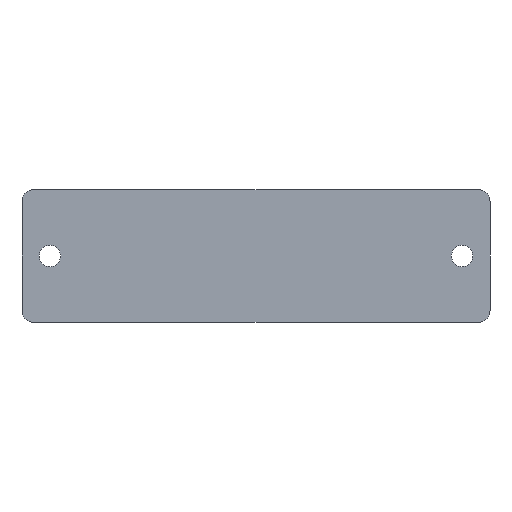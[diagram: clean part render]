
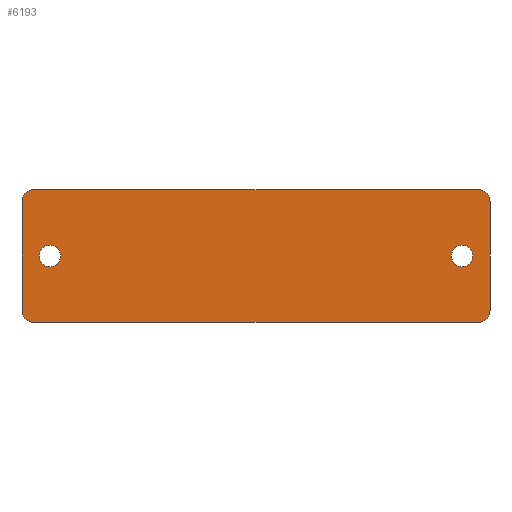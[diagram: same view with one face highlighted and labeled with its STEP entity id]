
A CAD part, front view. The second image highlights one B-rep face of the part: STEP entity #6193.
In plain terms, the highlighted planar face has unit normal (0, -1, 0).
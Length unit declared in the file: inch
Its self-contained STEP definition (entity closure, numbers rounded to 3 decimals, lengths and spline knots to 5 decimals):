
#645 = FACE_BOUND ( 'NONE', #5573, .T. ) ;
#660 = FACE_OUTER_BOUND ( 'NONE', #5513, .T. ) ;
#662 = FACE_BOUND ( 'NONE', #5506, .T. ) ;
#793 = AXIS2_PLACEMENT_3D ( 'NONE', #2104, #2113, #2114 ) ;
#967 = AXIS2_PLACEMENT_3D ( 'NONE', #3051, #3053, #3054 ) ;
#976 = AXIS2_PLACEMENT_3D ( 'NONE', #3020, #3021, #3022 ) ;
#978 = AXIS2_PLACEMENT_3D ( 'NONE', #3026, #3028, #3029 ) ;
#983 = AXIS2_PLACEMENT_3D ( 'NONE', #3073, #3090, #3091 ) ;
#986 = AXIS2_PLACEMENT_3D ( 'NONE', #3086, #3093, #3094 ) ;
#987 = AXIS2_PLACEMENT_3D ( 'NONE', #3089, #3096, #3097 ) ;
#988 = AXIS2_PLACEMENT_3D ( 'NONE', #3092, #3103, #3104 ) ;
#994 = AXIS2_PLACEMENT_3D ( 'NONE', #3127, #3139, #3140 ) ;
#1280 = VERTEX_POINT ( 'NONE', #1508 ) ;
#1282 = VERTEX_POINT ( 'NONE', #1510 ) ;
#1312 = VERTEX_POINT ( 'NONE', #1540 ) ;
#1316 = VERTEX_POINT ( 'NONE', #1544 ) ;
#1380 = VERTEX_POINT ( 'NONE', #1608 ) ;
#1381 = VERTEX_POINT ( 'NONE', #1609 ) ;
#1386 = VERTEX_POINT ( 'NONE', #1614 ) ;
#1396 = VERTEX_POINT ( 'NONE', #1624 ) ;
#1402 = VERTEX_POINT ( 'NONE', #1630 ) ;
#1403 = VERTEX_POINT ( 'NONE', #1631 ) ;
#1405 = VERTEX_POINT ( 'NONE', #1633 ) ;
#1407 = VERTEX_POINT ( 'NONE', #1635 ) ;
#1508 = CARTESIAN_POINT ( 'NONE',  ( -1.36417, 0., 0.07047 ) ) ;
#1510 = CARTESIAN_POINT ( 'NONE',  ( 1.36417, 0., 0.07047 ) ) ;
#1540 = CARTESIAN_POINT ( 'NONE',  ( 1.36417, 0., -0.07047 ) ) ;
#1544 = CARTESIAN_POINT ( 'NONE',  ( -1.36417, 0., -0.07047 ) ) ;
#1608 = CARTESIAN_POINT ( 'NONE',  ( -1.47047, 0., 0.43898 ) ) ;
#1609 = CARTESIAN_POINT ( 'NONE',  ( 1.47047, 0., -0.43898 ) ) ;
#1614 = CARTESIAN_POINT ( 'NONE',  ( -1.54921, 0., 0.36024 ) ) ;
#1624 = CARTESIAN_POINT ( 'NONE',  ( 1.54921, 0., 0.36024 ) ) ;
#1630 = CARTESIAN_POINT ( 'NONE',  ( -1.47047, 0., -0.43898 ) ) ;
#1631 = CARTESIAN_POINT ( 'NONE',  ( 1.47047, 0., 0.43898 ) ) ;
#1633 = CARTESIAN_POINT ( 'NONE',  ( -1.54921, 0., -0.36024 ) ) ;
#1635 = CARTESIAN_POINT ( 'NONE',  ( 1.54921, 0., -0.36024 ) ) ;
#2103 = PLANE ( 'NONE',  #793 ) ;
#2104 = CARTESIAN_POINT ( 'NONE',  ( 1.54921, 0., 0.43898 ) ) ;
#2113 = DIRECTION ( 'NONE',  ( 0., 1., 0. ) ) ;
#2114 = DIRECTION ( 'NONE',  ( -1., 0., 0. ) ) ;
#3017 = CARTESIAN_POINT ( 'NONE',  ( 1.54921, 0., 0.43898 ) ) ;
#3020 = CARTESIAN_POINT ( 'NONE',  ( -1.36417, 0., 0. ) ) ;
#3021 = DIRECTION ( 'NONE',  ( 0., -1., 0. ) ) ;
#3022 = DIRECTION ( 'NONE',  ( 0., 0., 1. ) ) ;
#3024 = CARTESIAN_POINT ( 'NONE',  ( 1.54921, 0., -0.43898 ) ) ;
#3025 = DIRECTION ( 'NONE',  ( 1., 0., 0. ) ) ;
#3026 = CARTESIAN_POINT ( 'NONE',  ( 1.36417, 0., 0. ) ) ;
#3027 = DIRECTION ( 'NONE',  ( 0., 0., -1. ) ) ;
#3028 = DIRECTION ( 'NONE',  ( 0., 1., 0. ) ) ;
#3029 = DIRECTION ( 'NONE',  ( 0., 0., 1. ) ) ;
#3051 = CARTESIAN_POINT ( 'NONE',  ( 1.36417, 0., 0. ) ) ;
#3053 = DIRECTION ( 'NONE',  ( 0., 1., 0. ) ) ;
#3054 = DIRECTION ( 'NONE',  ( 0., 0., 1. ) ) ;
#3073 = CARTESIAN_POINT ( 'NONE',  ( 1.47047, 0., -0.36024 ) ) ;
#3086 = CARTESIAN_POINT ( 'NONE',  ( 1.47047, 0., 0.36024 ) ) ;
#3089 = CARTESIAN_POINT ( 'NONE',  ( -1.47047, 0., -0.36024 ) ) ;
#3090 = DIRECTION ( 'NONE',  ( 0., -1., 0. ) ) ;
#3091 = DIRECTION ( 'NONE',  ( -1., 0., 0. ) ) ;
#3092 = CARTESIAN_POINT ( 'NONE',  ( -1.47047, 0., 0.36024 ) ) ;
#3093 = DIRECTION ( 'NONE',  ( 0., -1., 0. ) ) ;
#3094 = DIRECTION ( 'NONE',  ( -1., 0., 0. ) ) ;
#3096 = DIRECTION ( 'NONE',  ( 0., -1., 0. ) ) ;
#3097 = DIRECTION ( 'NONE',  ( -1., 0., 0. ) ) ;
#3098 = CARTESIAN_POINT ( 'NONE',  ( 1.54921, 0., 0.43898 ) ) ;
#3099 = DIRECTION ( 'NONE',  ( 1., 0., 0. ) ) ;
#3103 = DIRECTION ( 'NONE',  ( 0., -1., 0. ) ) ;
#3104 = DIRECTION ( 'NONE',  ( -1., 0., 0. ) ) ;
#3108 = CARTESIAN_POINT ( 'NONE',  ( -1.54921, 0., 0.43898 ) ) ;
#3109 = DIRECTION ( 'NONE',  ( 0., 0., -1. ) ) ;
#3127 = CARTESIAN_POINT ( 'NONE',  ( -1.36417, 0., 0. ) ) ;
#3139 = DIRECTION ( 'NONE',  ( 0., -1., 0. ) ) ;
#3140 = DIRECTION ( 'NONE',  ( 0., 0., 1. ) ) ;
#3740 = VECTOR ( 'NONE', #3025, 39.37008 ) ;
#3743 = LINE ( 'NONE', #3024, #3740 ) ;
#3745 = LINE ( 'NONE', #3017, #3747 ) ;
#3746 = CIRCLE ( 'NONE', #976, 0.07047 ) ;
#3747 = VECTOR ( 'NONE', #3027, 39.37008 ) ;
#3751 = CIRCLE ( 'NONE', #978, 0.07047 ) ;
#3771 = CIRCLE ( 'NONE', #967, 0.07047 ) ;
#3779 = LINE ( 'NONE', #3098, #3796 ) ;
#3794 = LINE ( 'NONE', #3108, #3803 ) ;
#3795 = CIRCLE ( 'NONE', #983, 0.07874 ) ;
#3796 = VECTOR ( 'NONE', #3099, 39.37008 ) ;
#3797 = CIRCLE ( 'NONE', #986, 0.07874 ) ;
#3799 = CIRCLE ( 'NONE', #987, 0.07874 ) ;
#3803 = VECTOR ( 'NONE', #3109, 39.37008 ) ;
#3804 = CIRCLE ( 'NONE', #988, 0.07874 ) ;
#3828 = CIRCLE ( 'NONE', #994, 0.07047 ) ;
#5296 = ORIENTED_EDGE ( 'NONE', *, *, #7114, .T. ) ;
#5297 = ORIENTED_EDGE ( 'NONE', *, *, #7135, .T. ) ;
#5301 = ORIENTED_EDGE ( 'NONE', *, *, #7133, .F. ) ;
#5304 = ORIENTED_EDGE ( 'NONE', *, *, #7132, .T. ) ;
#5308 = ORIENTED_EDGE ( 'NONE', *, *, #7137, .T. ) ;
#5309 = ORIENTED_EDGE ( 'NONE', *, *, #7101, .T. ) ;
#5311 = ORIENTED_EDGE ( 'NONE', *, *, #7130, .T. ) ;
#5336 = ORIENTED_EDGE ( 'NONE', *, *, #7103, .T. ) ;
#5362 = ORIENTED_EDGE ( 'NONE', *, *, #7100, .F. ) ;
#5366 = ORIENTED_EDGE ( 'NONE', *, *, #7131, .T. ) ;
#5378 = ORIENTED_EDGE ( 'NONE', *, *, #7102, .F. ) ;
#5380 = ORIENTED_EDGE ( 'NONE', *, *, #7150, .F. ) ;
#5506 = EDGE_LOOP ( 'NONE', ( #5380, #5362 ) ) ;
#5513 = EDGE_LOOP ( 'NONE', ( #5301, #5297, #5308, #5304, #5309, #5311, #5378, #5366 ) ) ;
#5573 = EDGE_LOOP ( 'NONE', ( #5336, #5296 ) ) ;
#6193 = ADVANCED_FACE ( 'NONE', ( #645, #660, #662 ), #2103, .F. ) ;
#7100 = EDGE_CURVE ( 'NONE', #1316, #1280, #3746, .T. ) ;
#7101 = EDGE_CURVE ( 'NONE', #1402, #1381, #3743, .T. ) ;
#7102 = EDGE_CURVE ( 'NONE', #1396, #1407, #3745, .T. ) ;
#7103 = EDGE_CURVE ( 'NONE', #1282, #1312, #3751, .T. ) ;
#7114 = EDGE_CURVE ( 'NONE', #1312, #1282, #3771, .T. ) ;
#7130 = EDGE_CURVE ( 'NONE', #1381, #1407, #3795, .T. ) ;
#7131 = EDGE_CURVE ( 'NONE', #1396, #1403, #3797, .T. ) ;
#7132 = EDGE_CURVE ( 'NONE', #1405, #1402, #3799, .T. ) ;
#7133 = EDGE_CURVE ( 'NONE', #1380, #1403, #3779, .T. ) ;
#7135 = EDGE_CURVE ( 'NONE', #1380, #1386, #3804, .T. ) ;
#7137 = EDGE_CURVE ( 'NONE', #1386, #1405, #3794, .T. ) ;
#7150 = EDGE_CURVE ( 'NONE', #1280, #1316, #3828, .T. ) ;
